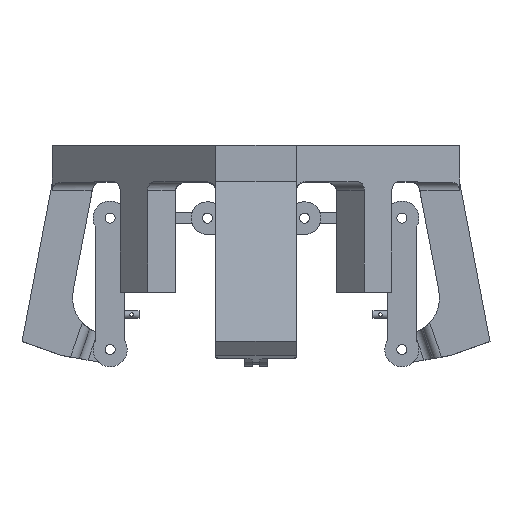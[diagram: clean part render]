
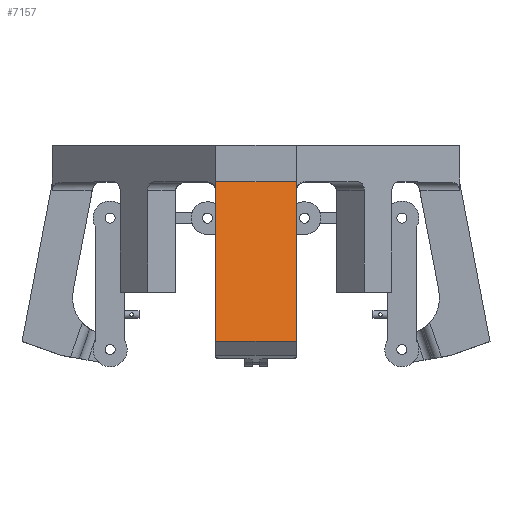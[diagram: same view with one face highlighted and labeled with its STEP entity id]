
A CAD part, top view. The second image highlights one B-rep face of the part: STEP entity #7157.
In plain terms, the highlighted planar face has unit normal (0, 0.187, 0.982).
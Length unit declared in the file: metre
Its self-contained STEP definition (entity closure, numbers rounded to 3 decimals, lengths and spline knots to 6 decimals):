
#228=PLANE('',#8005);
#708=LINE('',#12360,#1206);
#709=LINE('',#12363,#1207);
#710=LINE('',#12365,#1208);
#711=LINE('',#12367,#1209);
#1206=VECTOR('',#9832,1.);
#1207=VECTOR('',#9833,1.);
#1208=VECTOR('',#9834,1.);
#1209=VECTOR('',#9835,1.);
#2748=ORIENTED_EDGE('',*,*,#3986,.T.);
#2749=ORIENTED_EDGE('',*,*,#3987,.T.);
#2750=ORIENTED_EDGE('',*,*,#3988,.F.);
#2751=ORIENTED_EDGE('',*,*,#3989,.F.);
#3986=EDGE_CURVE('',#4772,#4773,#708,.T.);
#3987=EDGE_CURVE('',#4773,#4774,#709,.T.);
#3988=EDGE_CURVE('',#4775,#4774,#710,.T.);
#3989=EDGE_CURVE('',#4772,#4775,#711,.T.);
#4772=VERTEX_POINT('',#12361);
#4773=VERTEX_POINT('',#12362);
#4774=VERTEX_POINT('',#12364);
#4775=VERTEX_POINT('',#12366);
#5792=EDGE_LOOP('',(#2748,#2749,#2750,#2751));
#6482=FACE_BOUND('',#5792,.T.);
#7157=ADVANCED_FACE('',(#6482),#228,.F.);
#8005=AXIS2_PLACEMENT_3D('',#12359,#9830,#9831);
#9830=DIRECTION('',(0.,-0.187,-0.982));
#9831=DIRECTION('',(0.,0.982,-0.187));
#9832=DIRECTION('',(-1.,0.,0.));
#9833=DIRECTION('',(0.,-0.982,0.187));
#9834=DIRECTION('',(-1.,0.,0.));
#9835=DIRECTION('',(0.,-0.982,0.187));
#12359=CARTESIAN_POINT('',(-0.030569,-0.029808,0.156925));
#12360=CARTESIAN_POINT('',(-0.030569,0.024463,0.146596));
#12361=CARTESIAN_POINT('',(-0.005569,0.024463,0.146596));
#12362=CARTESIAN_POINT('',(-0.060569,0.024463,0.146596));
#12363=CARTESIAN_POINT('',(-0.060569,-0.029808,0.156925));
#12364=CARTESIAN_POINT('',(-0.060569,-0.084079,0.167253));
#12365=CARTESIAN_POINT('',(-0.030569,-0.084079,0.167253));
#12366=CARTESIAN_POINT('',(-0.005569,-0.084079,0.167253));
#12367=CARTESIAN_POINT('',(-0.005569,-0.029808,0.156925));
